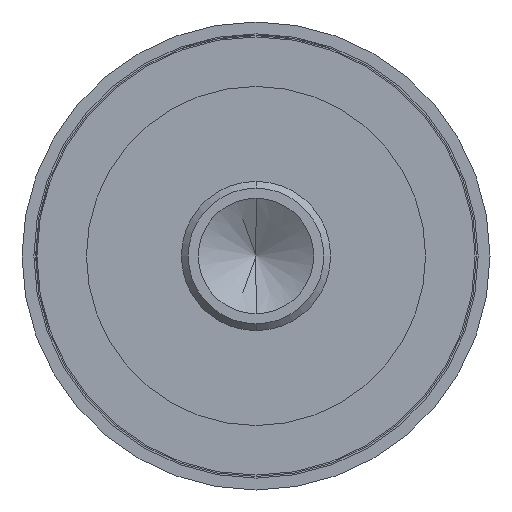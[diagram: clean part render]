
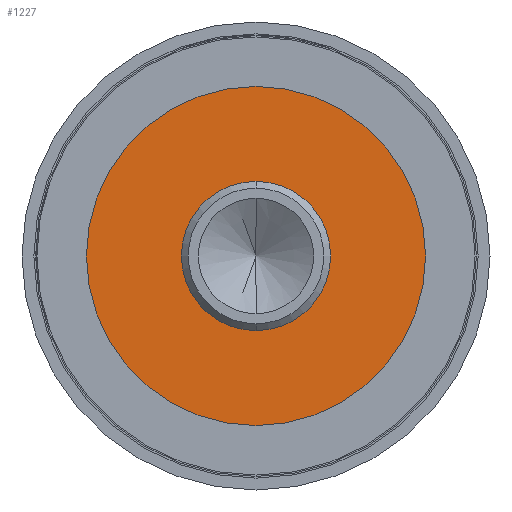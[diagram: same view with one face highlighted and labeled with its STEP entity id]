
A CAD part, front view. The second image highlights one B-rep face of the part: STEP entity #1227.
In plain terms, the highlighted planar face has unit normal (0, -1, 0).
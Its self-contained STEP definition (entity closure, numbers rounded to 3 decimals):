
#15 = AXIS2_PLACEMENT_3D ( 'NONE', #191, #998, #451 ) ;
#72 = ORIENTED_EDGE ( 'NONE', *, *, #2123, .T. ) ;
#102 = VERTEX_POINT ( 'NONE', #2532 ) ;
#116 = VERTEX_POINT ( 'NONE', #2792 ) ;
#155 = CIRCLE ( 'NONE', #605, 1.1 ) ;
#184 = DIRECTION ( 'NONE',  ( 0., 0., -1. ) ) ;
#191 = CARTESIAN_POINT ( 'NONE',  ( 0., 0., 0. ) ) ;
#196 = VERTEX_POINT ( 'NONE', #2022 ) ;
#221 = EDGE_CURVE ( 'Defeature ausgef�hrt4_1+Defeature ausgef�hrt4_15+Defeature ausgef�hrt4_15+Defeature ausgef�hrt4_15', #116, #1334, #155, .T. ) ;
#373 = AXIS2_PLACEMENT_3D ( 'NONE', #3028, #3277, #1548 ) ;
#430 = ORIENTED_EDGE ( 'NONE', *, *, #221, .T. ) ;
#437 = CARTESIAN_POINT ( 'NONE',  ( 0., 0., 0. ) ) ;
#447 = DIRECTION ( 'NONE',  ( 0., 1., 0. ) ) ;
#451 = DIRECTION ( 'NONE',  ( 0., 0., -1. ) ) ;
#605 = AXIS2_PLACEMENT_3D ( 'NONE', #437, #447, #184 ) ;
#661 = EDGE_LOOP ( 'NONE', ( #2325, #430 ) ) ;
#957 = DIRECTION ( 'NONE',  ( 0., -1., 0. ) ) ;
#998 = DIRECTION ( 'NONE',  ( 0., 1., 0. ) ) ;
#1124 = DIRECTION ( 'NONE',  ( 0., 0., -1. ) ) ;
#1227 = ADVANCED_FACE ( 'Defeature ausgef�hrt4_1', ( #3221, #1511 ), #2709, .T. ) ;
#1231 = CARTESIAN_POINT ( 'NONE',  ( 2.5, 0., 0. ) ) ;
#1334 = VERTEX_POINT ( 'NONE', #2953 ) ;
#1511 = FACE_OUTER_BOUND ( 'NONE', #2952, .T. ) ;
#1538 = EDGE_CURVE ( 'Defeature ausgef�hrt4_1+Defeature ausgef�hrt4_15+Defeature ausgef�hrt4_15+Defeature ausgef�hrt4_15', #1334, #116, #2374, .T. ) ;
#1548 = DIRECTION ( 'NONE',  ( 0., 0., -1. ) ) ;
#1603 = CARTESIAN_POINT ( 'NONE',  ( 0., 0., 0. ) ) ;
#1640 = EDGE_CURVE ( 'Defeature ausgef�hrt4_1+Defeature ausgef�hrt4_3+Defeature ausgef�hrt4_3+Defeature ausgef�hrt4_3', #196, #102, #2723, .T. ) ;
#1700 = CIRCLE ( 'NONE', #373, 2.5 ) ;
#1885 = DIRECTION ( 'NONE',  ( 0., -1., 0. ) ) ;
#2022 = CARTESIAN_POINT ( 'NONE',  ( 0., 0., 2.5 ) ) ;
#2123 = EDGE_CURVE ( 'Defeature ausgef�hrt4_1+Defeature ausgef�hrt4_3+Defeature ausgef�hrt4_3+Defeature ausgef�hrt4_3', #102, #196, #1700, .T. ) ;
#2325 = ORIENTED_EDGE ( 'NONE', *, *, #1538, .T. ) ;
#2374 = CIRCLE ( 'NONE', #15, 1.1 ) ;
#2532 = CARTESIAN_POINT ( 'NONE',  ( 0., 0., -2.5 ) ) ;
#2709 = PLANE ( 'NONE',  #3637 ) ;
#2723 = CIRCLE ( 'NONE', #2807, 2.5 ) ;
#2738 = DIRECTION ( 'NONE',  ( 0., 0., -1. ) ) ;
#2792 = CARTESIAN_POINT ( 'NONE',  ( 0., 0., -1.1 ) ) ;
#2807 = AXIS2_PLACEMENT_3D ( 'NONE', #1603, #1885, #1124 ) ;
#2952 = EDGE_LOOP ( 'NONE', ( #72, #3015 ) ) ;
#2953 = CARTESIAN_POINT ( 'NONE',  ( 0., 0., 1.1 ) ) ;
#3015 = ORIENTED_EDGE ( 'NONE', *, *, #1640, .T. ) ;
#3028 = CARTESIAN_POINT ( 'NONE',  ( 0., 0., 0. ) ) ;
#3221 = FACE_BOUND ( 'NONE', #661, .T. ) ;
#3277 = DIRECTION ( 'NONE',  ( 0., -1., 0. ) ) ;
#3637 = AXIS2_PLACEMENT_3D ( 'NONE', #1231, #957, #2738 ) ;
